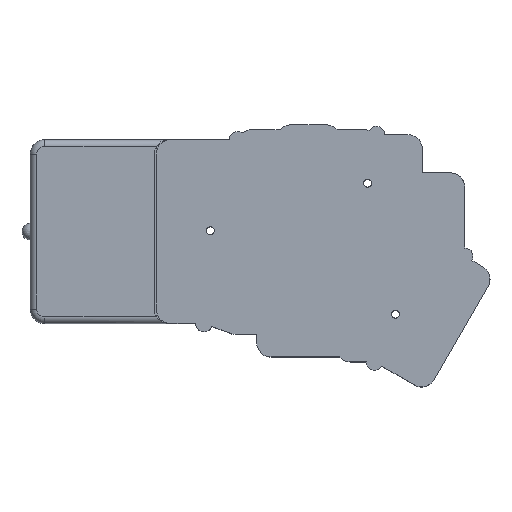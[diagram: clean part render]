
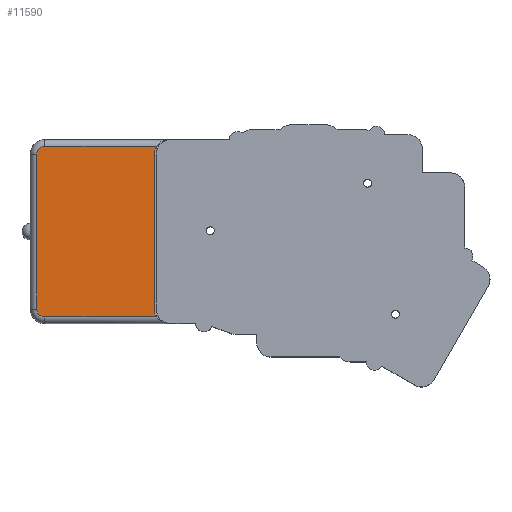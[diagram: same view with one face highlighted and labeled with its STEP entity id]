
A CAD part, top view. The second image highlights one B-rep face of the part: STEP entity #11590.
In plain terms, the highlighted planar face has unit normal (0, 0, 1).
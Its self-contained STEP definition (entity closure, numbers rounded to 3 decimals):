
#17 = CIRCLE ( 'NONE', #502, 7. ) ;
#152 = ORIENTED_EDGE ( 'NONE', *, *, #10942, .T. ) ;
#502 = AXIS2_PLACEMENT_3D ( 'NONE', #10873, #6315, #5197 ) ;
#510 = CIRCLE ( 'NONE', #1473, 7. ) ;
#756 = CARTESIAN_POINT ( 'NONE',  ( -143.239, -173.181, 30.8 ) ) ;
#912 = CARTESIAN_POINT ( 'NONE',  ( -150.239, -169.381, 30.8 ) ) ;
#1045 = DIRECTION ( 'NONE',  ( 0., 0., 1. ) ) ;
#1333 = CARTESIAN_POINT ( 'NONE',  ( -150.239, -169.381, 30.8 ) ) ;
#1431 = CIRCLE ( 'NONE', #9743, 3.8 ) ;
#1473 = AXIS2_PLACEMENT_3D ( 'NONE', #5346, #12198, #8770 ) ;
#1500 = ORIENTED_EDGE ( 'NONE', *, *, #13346, .T. ) ;
#1804 = ORIENTED_EDGE ( 'NONE', *, *, #8705, .T. ) ;
#1976 = EDGE_LOOP ( 'NONE', ( #8087, #2788, #10256, #152, #5079, #1500, #1804, #4595 ) ) ;
#2359 = EDGE_CURVE ( 'NONE', #9398, #10664, #4741, .T. ) ;
#2777 = DIRECTION ( 'NONE',  ( 1., 0., 0. ) ) ;
#2788 = ORIENTED_EDGE ( 'NONE', *, *, #3072, .T. ) ;
#2845 = DIRECTION ( 'NONE',  ( 0., 0., 1. ) ) ;
#3072 = EDGE_CURVE ( 'NONE', #9570, #9819, #6416, .T. ) ;
#3486 = DIRECTION ( 'NONE',  ( 0., 0., 1. ) ) ;
#3600 = VERTEX_POINT ( 'NONE', #7885 ) ;
#4116 = VECTOR ( 'NONE', #8422, 1000. ) ;
#4389 = CARTESIAN_POINT ( 'NONE',  ( -203.234, -94.406, 30.8 ) ) ;
#4594 = CARTESIAN_POINT ( 'NONE',  ( -143.239, -169.381, 30.8 ) ) ;
#4595 = ORIENTED_EDGE ( 'NONE', *, *, #2359, .T. ) ;
#4741 = LINE ( 'NONE', #1333, #12491 ) ;
#5054 = CARTESIAN_POINT ( 'NONE',  ( -149.118, -90.606, 30.8 ) ) ;
#5079 = ORIENTED_EDGE ( 'NONE', *, *, #12176, .T. ) ;
#5197 = DIRECTION ( 'NONE',  ( 1., 0., 0. ) ) ;
#5258 = CIRCLE ( 'NONE', #9070, 3.8 ) ;
#5346 = CARTESIAN_POINT ( 'NONE',  ( -143.239, -94.406, 30.8 ) ) ;
#5642 = DIRECTION ( 'NONE',  ( 1., 0., 0. ) ) ;
#5787 = AXIS2_PLACEMENT_3D ( 'NONE', #4594, #3486, #14654 ) ;
#6315 = DIRECTION ( 'NONE',  ( 0., 0., -1. ) ) ;
#6416 = LINE ( 'NONE', #14469, #8851 ) ;
#6938 = VERTEX_POINT ( 'NONE', #11782 ) ;
#7098 = VERTEX_POINT ( 'NONE', #13097 ) ;
#7517 = DIRECTION ( 'NONE',  ( 1., 0., 0. ) ) ;
#7885 = CARTESIAN_POINT ( 'NONE',  ( -203.234, -173.181, 30.8 ) ) ;
#8087 = ORIENTED_EDGE ( 'NONE', *, *, #13747, .T. ) ;
#8340 = VECTOR ( 'NONE', #7517, 1000. ) ;
#8422 = DIRECTION ( 'NONE',  ( 0., -1., 0. ) ) ;
#8705 = EDGE_CURVE ( 'NONE', #14108, #9398, #17, .T. ) ;
#8770 = DIRECTION ( 'NONE',  ( 1., 0., 0. ) ) ;
#8851 = VECTOR ( 'NONE', #9860, 1000. ) ;
#9070 = AXIS2_PLACEMENT_3D ( 'NONE', #4389, #1045, #5642 ) ;
#9398 = VERTEX_POINT ( 'NONE', #912 ) ;
#9570 = VERTEX_POINT ( 'NONE', #5054 ) ;
#9713 = CARTESIAN_POINT ( 'NONE',  ( -150.239, -94.406, 30.8 ) ) ;
#9743 = AXIS2_PLACEMENT_3D ( 'NONE', #14094, #2845, #2777 ) ;
#9819 = VERTEX_POINT ( 'NONE', #12204 ) ;
#9860 = DIRECTION ( 'NONE',  ( -1., 0., 0. ) ) ;
#10117 = FACE_OUTER_BOUND ( 'NONE', #1976, .T. ) ;
#10256 = ORIENTED_EDGE ( 'NONE', *, *, #13825, .T. ) ;
#10664 = VERTEX_POINT ( 'NONE', #9713 ) ;
#10873 = CARTESIAN_POINT ( 'NONE',  ( -143.239, -169.381, 30.8 ) ) ;
#10942 = EDGE_CURVE ( 'NONE', #6938, #7098, #13876, .T. ) ;
#11590 = ADVANCED_FACE ( 'NONE', ( #10117 ), #12408, .T. ) ;
#11782 = CARTESIAN_POINT ( 'NONE',  ( -207.034, -94.406, 30.8 ) ) ;
#11999 = CARTESIAN_POINT ( 'NONE',  ( -207.034, -169.381, 30.8 ) ) ;
#12176 = EDGE_CURVE ( 'NONE', #7098, #3600, #1431, .T. ) ;
#12198 = DIRECTION ( 'NONE',  ( 0., 0., -1. ) ) ;
#12204 = CARTESIAN_POINT ( 'NONE',  ( -203.234, -90.606, 30.8 ) ) ;
#12288 = LINE ( 'NONE', #756, #8340 ) ;
#12408 = PLANE ( 'NONE',  #5787 ) ;
#12489 = DIRECTION ( 'NONE',  ( 0., 1., 0. ) ) ;
#12491 = VECTOR ( 'NONE', #12489, 1000. ) ;
#13097 = CARTESIAN_POINT ( 'NONE',  ( -207.034, -169.381, 30.8 ) ) ;
#13346 = EDGE_CURVE ( 'NONE', #3600, #14108, #12288, .T. ) ;
#13747 = EDGE_CURVE ( 'NONE', #10664, #9570, #510, .T. ) ;
#13825 = EDGE_CURVE ( 'NONE', #9819, #6938, #5258, .T. ) ;
#13876 = LINE ( 'NONE', #11999, #4116 ) ;
#14094 = CARTESIAN_POINT ( 'NONE',  ( -203.234, -169.381, 30.8 ) ) ;
#14108 = VERTEX_POINT ( 'NONE', #14424 ) ;
#14424 = CARTESIAN_POINT ( 'NONE',  ( -149.118, -173.181, 30.8 ) ) ;
#14469 = CARTESIAN_POINT ( 'NONE',  ( -203.234, -90.606, 30.8 ) ) ;
#14654 = DIRECTION ( 'NONE',  ( 1., 0., 0. ) ) ;
